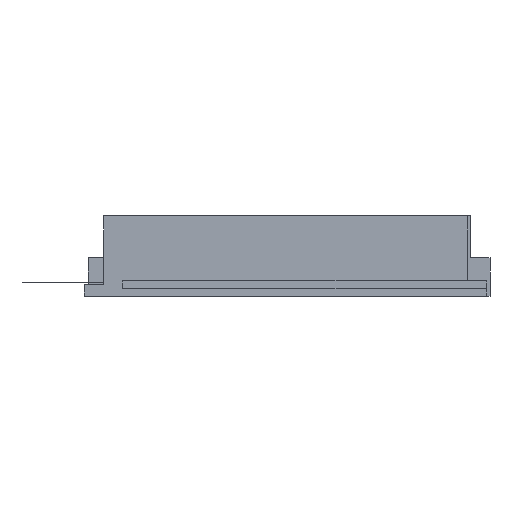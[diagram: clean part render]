
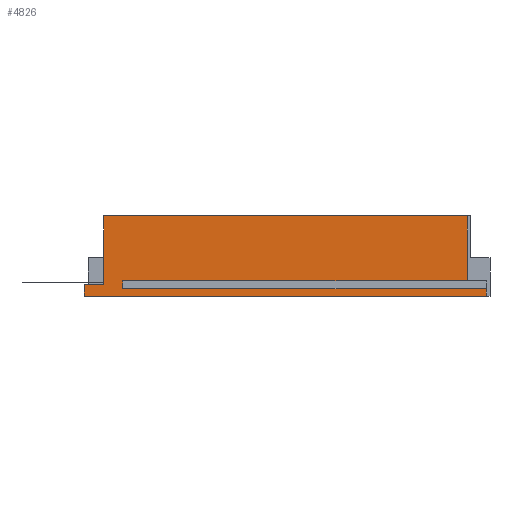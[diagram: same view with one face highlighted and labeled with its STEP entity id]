
A CAD part, left-side view. The second image highlights one B-rep face of the part: STEP entity #4826.
In plain terms, the highlighted planar face has unit normal (-1, 0, 0).
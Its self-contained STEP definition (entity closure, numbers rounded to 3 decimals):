
#489=PLANE('',#5313);
#726=FACE_OUTER_BOUND('',#1108,.T.);
#1108=EDGE_LOOP('',(#4295,#4296,#4297,#4298,#4299,#4300,#4301,#4302,#4303,
#4304));
#1501=LINE('',#7615,#1968);
#1514=LINE('',#7640,#1981);
#1515=LINE('',#7642,#1982);
#1519=LINE('',#7659,#1986);
#1523=LINE('',#7666,#1990);
#1524=LINE('',#7668,#1991);
#1525=LINE('',#7670,#1992);
#1566=LINE('',#7774,#2033);
#1569=LINE('',#7778,#2036);
#1570=LINE('',#7780,#2037);
#1968=VECTOR('',#6311,10.);
#1981=VECTOR('',#6328,10.);
#1982=VECTOR('',#6331,10.);
#1986=VECTOR('',#6349,10.);
#1990=VECTOR('',#6355,10.);
#1991=VECTOR('',#6358,10.);
#1992=VECTOR('',#6361,10.);
#2033=VECTOR('',#6460,10.);
#2036=VECTOR('',#6465,10.);
#2037=VECTOR('',#6468,10.);
#2552=VERTEX_POINT('',#7612);
#2553=VERTEX_POINT('',#7614);
#2562=VERTEX_POINT('',#7636);
#2563=VERTEX_POINT('',#7638);
#2568=VERTEX_POINT('',#7656);
#2569=VERTEX_POINT('',#7658);
#2570=VERTEX_POINT('',#7662);
#2571=VERTEX_POINT('',#7664);
#2604=VERTEX_POINT('',#7772);
#2605=VERTEX_POINT('',#7773);
#3105=EDGE_CURVE('',#2552,#2553,#1501,.T.);
#3118=EDGE_CURVE('',#2562,#2563,#1514,.T.);
#3119=EDGE_CURVE('',#2553,#2563,#1515,.T.);
#3127=EDGE_CURVE('',#2568,#2569,#1519,.T.);
#3131=EDGE_CURVE('',#2570,#2571,#1523,.T.);
#3132=EDGE_CURVE('',#2569,#2571,#1524,.T.);
#3133=EDGE_CURVE('',#2552,#2570,#1525,.T.);
#3182=EDGE_CURVE('',#2604,#2605,#1566,.T.);
#3185=EDGE_CURVE('',#2568,#2605,#1569,.T.);
#3186=EDGE_CURVE('',#2604,#2562,#1570,.T.);
#4295=ORIENTED_EDGE('',*,*,#3105,.F.);
#4296=ORIENTED_EDGE('',*,*,#3133,.T.);
#4297=ORIENTED_EDGE('',*,*,#3131,.T.);
#4298=ORIENTED_EDGE('',*,*,#3132,.F.);
#4299=ORIENTED_EDGE('',*,*,#3127,.F.);
#4300=ORIENTED_EDGE('',*,*,#3185,.T.);
#4301=ORIENTED_EDGE('',*,*,#3182,.F.);
#4302=ORIENTED_EDGE('',*,*,#3186,.T.);
#4303=ORIENTED_EDGE('',*,*,#3118,.T.);
#4304=ORIENTED_EDGE('',*,*,#3119,.F.);
#4826=ADVANCED_FACE('',(#726),#489,.T.);
#5313=AXIS2_PLACEMENT_3D('',#7781,#6469,#6470);
#6311=DIRECTION('',(0.,1.,0.));
#6328=DIRECTION('',(0.,1.,0.));
#6331=DIRECTION('',(0.,0.,1.));
#6349=DIRECTION('',(0.,-1.,0.));
#6355=DIRECTION('',(0.,-1.,0.));
#6358=DIRECTION('',(0.,0.,-1.));
#6361=DIRECTION('',(0.,0.,1.));
#6460=DIRECTION('',(0.,-1.,0.));
#6465=DIRECTION('',(0.,0.,1.));
#6468=DIRECTION('',(0.,0.,-1.));
#6469=DIRECTION('center_axis',(-1.,0.,0.));
#6470=DIRECTION('ref_axis',(0.,1.,0.));
#7612=CARTESIAN_POINT('',(-5.,-5.,-2.));
#7614=CARTESIAN_POINT('',(-5.,95.,-2.));
#7615=CARTESIAN_POINT('',(-5.,-5.,-2.));
#7636=CARTESIAN_POINT('',(-5.,90.,1.));
#7638=CARTESIAN_POINT('',(-5.,95.,1.));
#7640=CARTESIAN_POINT('',(-5.,90.,1.));
#7642=CARTESIAN_POINT('',(-5.,95.,-2.));
#7656=CARTESIAN_POINT('',(-5.,-5.,1.008));
#7658=CARTESIAN_POINT('',(-5.,-10.,1.008));
#7659=CARTESIAN_POINT('',(-5.,-5.,1.008));
#7662=CARTESIAN_POINT('',(-5.,-5.,-1.992));
#7664=CARTESIAN_POINT('',(-5.,-10.,-1.992));
#7666=CARTESIAN_POINT('',(-5.,-5.,-1.992));
#7668=CARTESIAN_POINT('',(-5.,-10.,-1.992));
#7670=CARTESIAN_POINT('',(-5.,-5.,0.));
#7772=CARTESIAN_POINT('',(-5.,90.,19.));
#7773=CARTESIAN_POINT('',(-5.,-5.,19.));
#7774=CARTESIAN_POINT('',(-5.,-5.,19.));
#7778=CARTESIAN_POINT('',(-5.,-5.,0.));
#7780=CARTESIAN_POINT('',(-5.,90.,0.));
#7781=CARTESIAN_POINT('Origin',(-5.,-5.,0.));
